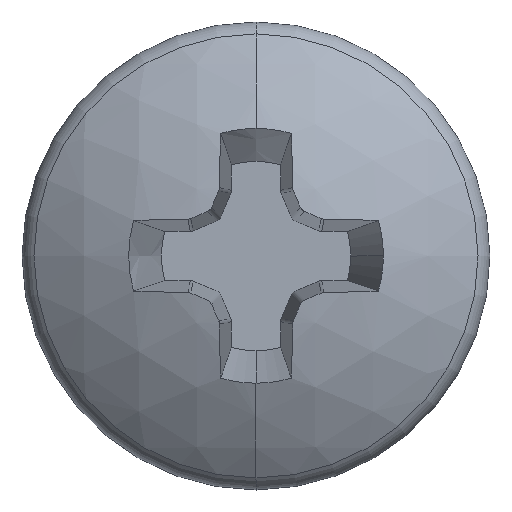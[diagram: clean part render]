
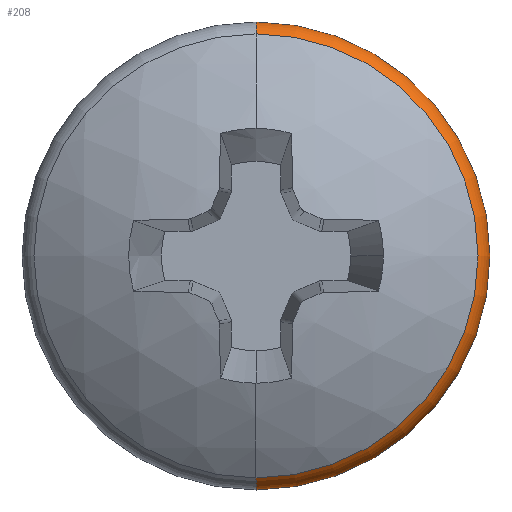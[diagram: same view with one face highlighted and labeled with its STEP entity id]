
A CAD part, top view. The second image highlights one B-rep face of the part: STEP entity #208.
In plain terms, the highlighted toroidal (fillet/blend) face has major radius 2.416 mm and minor radius 0.366 mm.
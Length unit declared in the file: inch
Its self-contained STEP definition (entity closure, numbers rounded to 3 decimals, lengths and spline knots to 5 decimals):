
#208 = ADVANCED_FACE ( 'NONE', ( #2132 ), #2134, .T. ) ;
#1647 = ORIENTED_EDGE ( 'NONE', *, *, #2964, .T. ) ;
#1671 = ORIENTED_EDGE ( 'NONE', *, *, #2957, .T. ) ;
#1672 = ORIENTED_EDGE ( 'NONE', *, *, #2956, .F. ) ;
#1673 = ORIENTED_EDGE ( 'NONE', *, *, #2963, .F. ) ;
#1674 = ORIENTED_EDGE ( 'NONE', *, *, #2965, .T. ) ;
#1809 = VERTEX_POINT ( 'NONE', #2497 ) ;
#1836 = VERTEX_POINT ( 'NONE', #2653 ) ;
#1854 = VERTEX_POINT ( 'NONE', #2569 ) ;
#1857 = VERTEX_POINT ( 'NONE', #2591 ) ;
#1858 = VERTEX_POINT ( 'NONE', #2609 ) ;
#1873 = EDGE_LOOP ( 'NONE', ( #1647, #1674, #1673, #1672, #1671 ) ) ;
#2132 = FACE_OUTER_BOUND ( 'NONE', #1873, .T. ) ;
#2134 = TOROIDAL_SURFACE ( 'NONE', #2933, 0.0951, 0.0144 ) ;
#2299 = CIRCLE ( 'NONE', #3097, 0.0144 ) ;
#2300 = CIRCLE ( 'NONE', #3098, 0.1095 ) ;
#2301 = CIRCLE ( 'NONE', #3103, 0.10391 ) ;
#2305 = CIRCLE ( 'NONE', #3104, 0.1095 ) ;
#2306 = CIRCLE ( 'NONE', #3105, 0.0144 ) ;
#2497 = CARTESIAN_POINT ( 'NONE',  ( 0., -0.1095, 0.28312 ) ) ;
#2569 = CARTESIAN_POINT ( 'NONE',  ( 0., 0.10391, 0.29452 ) ) ;
#2591 = CARTESIAN_POINT ( 'NONE',  ( 0.1095, 0., 0.28312 ) ) ;
#2609 = CARTESIAN_POINT ( 'NONE',  ( 0., 0.1095, 0.28312 ) ) ;
#2653 = CARTESIAN_POINT ( 'NONE',  ( 0., -0.10391, 0.29452 ) ) ;
#2933 = AXIS2_PLACEMENT_3D ( 'NONE', #3413, #3422, #3416 ) ;
#2956 = EDGE_CURVE ( 'NONE', #1809, #1836, #2299, .T. ) ;
#2957 = EDGE_CURVE ( 'NONE', #1809, #1857, #2300, .T. ) ;
#2963 = EDGE_CURVE ( 'NONE', #1836, #1854, #2301, .T. ) ;
#2964 = EDGE_CURVE ( 'NONE', #1857, #1858, #2305, .T. ) ;
#2965 = EDGE_CURVE ( 'NONE', #1858, #1854, #2306, .T. ) ;
#3097 = AXIS2_PLACEMENT_3D ( 'NONE', #4217, #4216, #4215 ) ;
#3098 = AXIS2_PLACEMENT_3D ( 'NONE', #4211, #4210, #4209 ) ;
#3103 = AXIS2_PLACEMENT_3D ( 'NONE', #4184, #4182, #4181 ) ;
#3104 = AXIS2_PLACEMENT_3D ( 'NONE', #4175, #4174, #4173 ) ;
#3105 = AXIS2_PLACEMENT_3D ( 'NONE', #4170, #4167, #4164 ) ;
#3413 = CARTESIAN_POINT ( 'NONE',  ( 0., 0., 0.28312 ) ) ;
#3416 = DIRECTION ( 'NONE',  ( 0., -1., 0. ) ) ;
#3422 = DIRECTION ( 'NONE',  ( 0., 0., 1. ) ) ;
#4164 = DIRECTION ( 'NONE',  ( 0., 1., 0. ) ) ;
#4167 = DIRECTION ( 'NONE',  ( 1., 0., 0. ) ) ;
#4170 = CARTESIAN_POINT ( 'NONE',  ( 0., 0.0951, 0.28312 ) ) ;
#4173 = DIRECTION ( 'NONE',  ( 0., -1., 0. ) ) ;
#4174 = DIRECTION ( 'NONE',  ( 0., 0., 1. ) ) ;
#4175 = CARTESIAN_POINT ( 'NONE',  ( 0., 0., 0.28312 ) ) ;
#4181 = DIRECTION ( 'NONE',  ( 0., -1., 0. ) ) ;
#4182 = DIRECTION ( 'NONE',  ( 0., 0., 1. ) ) ;
#4184 = CARTESIAN_POINT ( 'NONE',  ( 0., 0., 0.29452 ) ) ;
#4209 = DIRECTION ( 'NONE',  ( 0., -1., 0. ) ) ;
#4210 = DIRECTION ( 'NONE',  ( 0., 0., 1. ) ) ;
#4211 = CARTESIAN_POINT ( 'NONE',  ( 0., 0., 0.28312 ) ) ;
#4215 = DIRECTION ( 'NONE',  ( 0., 0., 1. ) ) ;
#4216 = DIRECTION ( 'NONE',  ( -1., 0., 0. ) ) ;
#4217 = CARTESIAN_POINT ( 'NONE',  ( 0., -0.0951, 0.28312 ) ) ;
